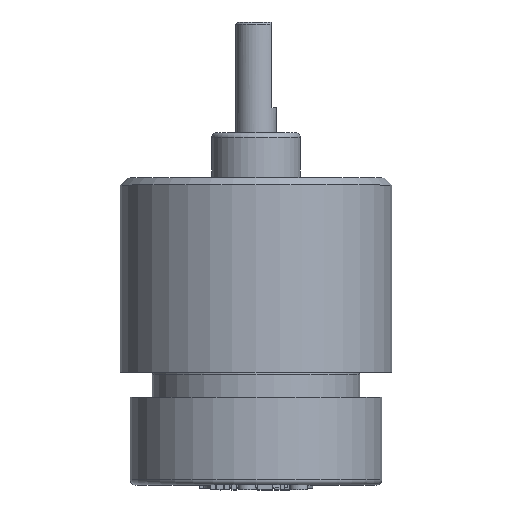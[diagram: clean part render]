
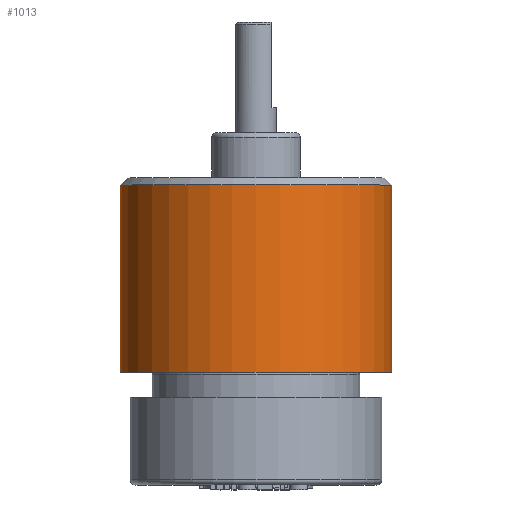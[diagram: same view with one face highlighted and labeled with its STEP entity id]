
A CAD part, top view. The second image highlights one B-rep face of the part: STEP entity #1013.
In plain terms, the highlighted cylindrical face has radius 13.5 mm (diameter 27 mm), a full revolution.
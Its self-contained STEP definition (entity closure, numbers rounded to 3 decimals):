
#699=CYLINDRICAL_SURFACE('',#9940,13.5);
#1013=ADVANCED_FACE('',(#1849,#1850),#699,.T.);
#1849=FACE_BOUND('',#2320,.T.);
#1850=FACE_BOUND('',#2321,.T.);
#2320=EDGE_LOOP('',(#4085));
#2321=EDGE_LOOP('',(#4086));
#3110=CIRCLE('',#9938,13.5);
#3111=CIRCLE('',#9939,13.5);
#4085=ORIENTED_EDGE('',*,*,#7312,.T.);
#4086=ORIENTED_EDGE('',*,*,#7313,.F.);
#6319=VERTEX_POINT('',#14516);
#6320=VERTEX_POINT('',#14518);
#7312=EDGE_CURVE('',#6319,#6319,#3110,.T.);
#7313=EDGE_CURVE('',#6320,#6320,#3111,.T.);
#9938=AXIS2_PLACEMENT_3D('',#14515,#11612,#11613);
#9939=AXIS2_PLACEMENT_3D('',#14517,#11614,#11615);
#9940=AXIS2_PLACEMENT_3D('',#14519,#11616,#11617);
#11612=DIRECTION('',(0.,-1.,0.));
#11613=DIRECTION('',(0.,0.,1.));
#11614=DIRECTION('',(0.,-1.,0.));
#11615=DIRECTION('',(0.,0.,-1.));
#11616=DIRECTION('',(0.,1.,0.));
#11617=DIRECTION('',(0.,0.,1.));
#14515=CARTESIAN_POINT('',(-23.79,39.421,47.685));
#14516=CARTESIAN_POINT('',(-23.79,39.421,61.185));
#14517=CARTESIAN_POINT('',(-23.79,20.821,47.685));
#14518=CARTESIAN_POINT('',(-23.79,20.821,34.185));
#14519=CARTESIAN_POINT('',(-23.79,38.121,47.685));
